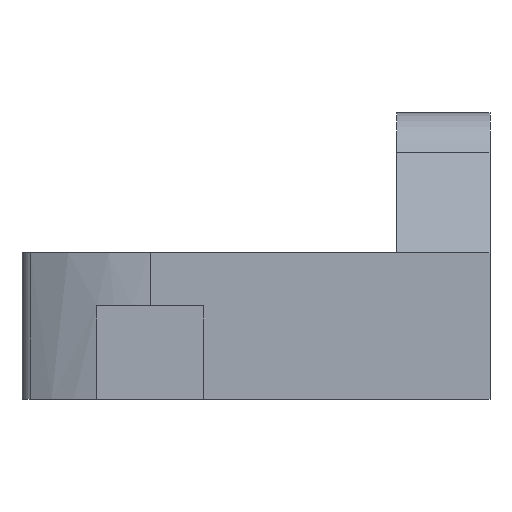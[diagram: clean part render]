
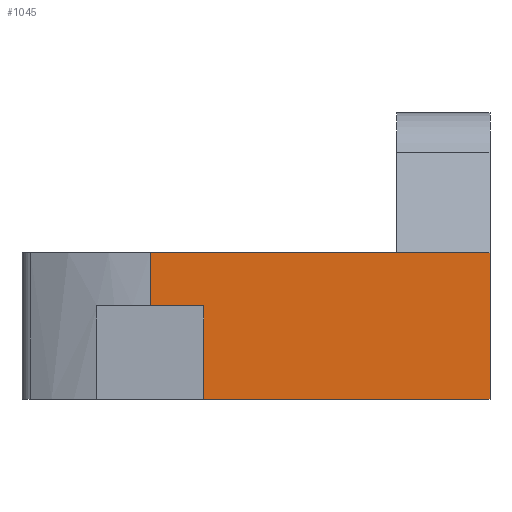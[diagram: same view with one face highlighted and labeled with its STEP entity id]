
A CAD part, left-side view. The second image highlights one B-rep face of the part: STEP entity #1045.
In plain terms, the highlighted planar face has unit normal (-1, 0, 0).
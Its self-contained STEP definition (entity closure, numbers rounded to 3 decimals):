
#568 = VERTEX_POINT('',#569);
#569 = CARTESIAN_POINT('',(-18.,-25.5,0.));
#575 = EDGE_CURVE('',#568,#576,#578,.T.);
#576 = VERTEX_POINT('',#577);
#577 = CARTESIAN_POINT('',(-18.,-4.,0.));
#578 = LINE('',#579,#580);
#579 = CARTESIAN_POINT('',(-18.,-25.5,0.));
#580 = VECTOR('',#581,1.);
#581 = DIRECTION('',(0.,1.,0.));
#1005 = VERTEX_POINT('',#1006);
#1006 = CARTESIAN_POINT('',(-18.,-25.5,11.));
#1012 = EDGE_CURVE('',#568,#1005,#1013,.T.);
#1013 = LINE('',#1014,#1015);
#1014 = CARTESIAN_POINT('',(-18.,-25.5,0.));
#1015 = VECTOR('',#1016,1.);
#1016 = DIRECTION('',(0.,0.,1.));
#1045 = ADVANCED_FACE('',(#1046),#1080,.T.);
#1046 = FACE_BOUND('',#1047,.T.);
#1047 = EDGE_LOOP('',(#1048,#1049,#1050,#1058,#1066,#1074));
#1048 = ORIENTED_EDGE('',*,*,#575,.F.);
#1049 = ORIENTED_EDGE('',*,*,#1012,.T.);
#1050 = ORIENTED_EDGE('',*,*,#1051,.T.);
#1051 = EDGE_CURVE('',#1005,#1052,#1054,.T.);
#1052 = VERTEX_POINT('',#1053);
#1053 = CARTESIAN_POINT('',(-18.,0.,11.));
#1054 = LINE('',#1055,#1056);
#1055 = CARTESIAN_POINT('',(-18.,-25.5,11.));
#1056 = VECTOR('',#1057,1.);
#1057 = DIRECTION('',(0.,1.,0.));
#1058 = ORIENTED_EDGE('',*,*,#1059,.F.);
#1059 = EDGE_CURVE('',#1060,#1052,#1062,.T.);
#1060 = VERTEX_POINT('',#1061);
#1061 = CARTESIAN_POINT('',(-18.,0.,7.));
#1062 = LINE('',#1063,#1064);
#1063 = CARTESIAN_POINT('',(-18.,0.,0.));
#1064 = VECTOR('',#1065,1.);
#1065 = DIRECTION('',(0.,0.,1.));
#1066 = ORIENTED_EDGE('',*,*,#1067,.T.);
#1067 = EDGE_CURVE('',#1060,#1068,#1070,.T.);
#1068 = VERTEX_POINT('',#1069);
#1069 = CARTESIAN_POINT('',(-18.,-4.,7.));
#1070 = LINE('',#1071,#1072);
#1071 = CARTESIAN_POINT('',(-18.,4.,7.));
#1072 = VECTOR('',#1073,1.);
#1073 = DIRECTION('',(0.,-1.,0.));
#1074 = ORIENTED_EDGE('',*,*,#1075,.T.);
#1075 = EDGE_CURVE('',#1068,#576,#1076,.T.);
#1076 = LINE('',#1077,#1078);
#1077 = CARTESIAN_POINT('',(-18.,-4.,7.));
#1078 = VECTOR('',#1079,1.);
#1079 = DIRECTION('',(0.,0.,-1.));
#1080 = PLANE('',#1081);
#1081 = AXIS2_PLACEMENT_3D('',#1082,#1083,#1084);
#1082 = CARTESIAN_POINT('',(-18.,-25.5,0.));
#1083 = DIRECTION('',(-1.,0.,0.));
#1084 = DIRECTION('',(0.,1.,0.));
